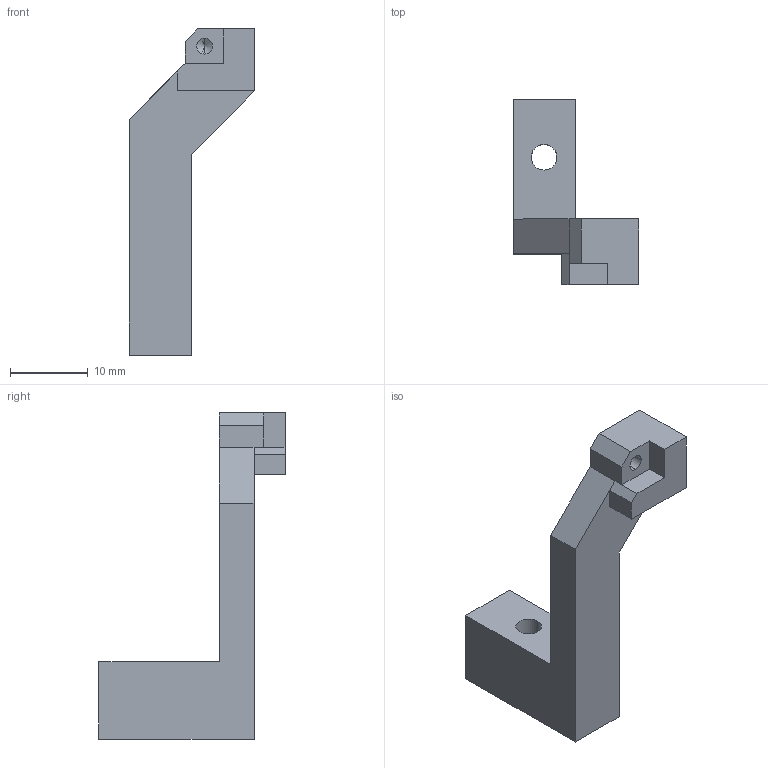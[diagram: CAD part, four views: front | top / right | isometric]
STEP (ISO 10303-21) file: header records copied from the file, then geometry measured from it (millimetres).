
FILE_DESCRIPTION (( 'STEP AP203' ), '1' );
FILE_NAME ('75-MINI2Pholder P4 .STEP', '2023-05-19T17:22:12', ( '' ), ( '' ), 'SwSTEP 2.0', 'SolidWorks 2021', '' );
FILE_SCHEMA (( 'CONFIG_CONTROL_DESIGN' ));
Length unit declared in the file: millimetre
Products named in the file (1): 75-MINI2Pholder P4 
Bounding box: 16.25 x 24 x 42.08 mm (x, y, z)
Volume: 3076.2 mm3; surface area: 2043 mm2
Topology: 1 solids, 1 shells, 28 faces, 71 edges, 44 vertices
Faces by surface type: plane 22, cylinder 4, cone 2
Entity records: 894 total; most frequent: CARTESIAN_POINT 142, ORIENTED_EDGE 138, DIRECTION 135, EDGE_CURVE 69, VECTOR 61, LINE 61, VERTEX_POINT 44, AXIS2_PLACEMENT_3D 37
